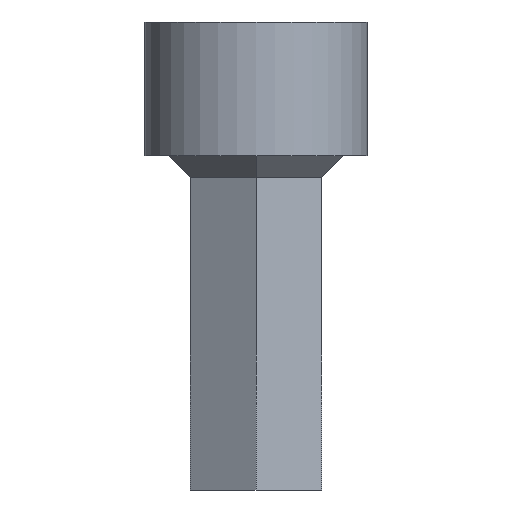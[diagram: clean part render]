
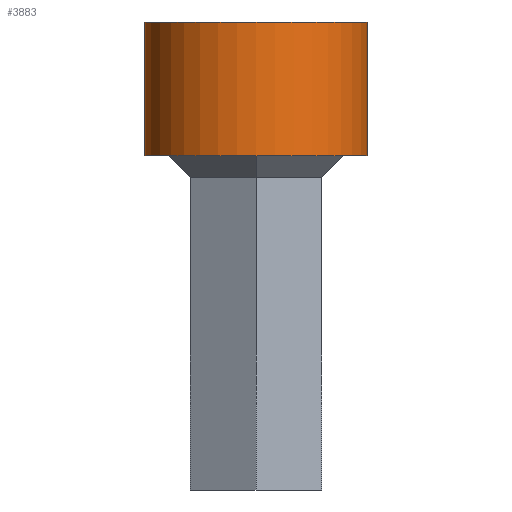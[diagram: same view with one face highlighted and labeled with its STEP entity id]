
A CAD part, front view. The second image highlights one B-rep face of the part: STEP entity #3883.
In plain terms, the highlighted cylindrical face has radius 5 mm (diameter 10 mm), a partial arc.
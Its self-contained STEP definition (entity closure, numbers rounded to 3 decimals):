
#85 = ORIENTED_EDGE ( 'NONE', *, *, #1772, .T. ) ;
#205 = AXIS2_PLACEMENT_3D ( 'NONE', #2500, #2883, #887 ) ;
#211 = VERTEX_POINT ( 'NONE', #3498 ) ;
#280 = CARTESIAN_POINT ( 'NONE',  ( 5., 0., 21. ) ) ;
#326 = ORIENTED_EDGE ( 'NONE', *, *, #1580, .F. ) ;
#333 = DIRECTION ( 'NONE',  ( 1., 0., 0. ) ) ;
#842 = AXIS2_PLACEMENT_3D ( 'NONE', #2381, #1060, #2358 ) ;
#887 = DIRECTION ( 'NONE',  ( 1., 0., 0. ) ) ;
#970 = LINE ( 'NONE', #1981, #2109 ) ;
#981 = CARTESIAN_POINT ( 'NONE',  ( -5., 0., 21. ) ) ;
#1020 = EDGE_CURVE ( 'NONE', #1140, #3941, #970, .T. ) ;
#1060 = DIRECTION ( 'NONE',  ( 0., 0., -1. ) ) ;
#1140 = VERTEX_POINT ( 'NONE', #981 ) ;
#1580 = EDGE_CURVE ( 'NONE', #1140, #4169, #3924, .T. ) ;
#1653 = DIRECTION ( 'NONE',  ( 0., 0., -1. ) ) ;
#1694 = AXIS2_PLACEMENT_3D ( 'NONE', #2648, #3674, #333 ) ;
#1772 = EDGE_CURVE ( 'NONE', #3941, #211, #2115, .T. ) ;
#1842 = ORIENTED_EDGE ( 'NONE', *, *, #3784, .F. ) ;
#1981 = CARTESIAN_POINT ( 'NONE',  ( -5., 0., 21. ) ) ;
#1991 = EDGE_LOOP ( 'NONE', ( #1842, #326, #2562, #85 ) ) ;
#2109 = VECTOR ( 'NONE', #2982, 1000. ) ;
#2115 = CIRCLE ( 'NONE', #205, 5. ) ;
#2358 = DIRECTION ( 'NONE',  ( -1., 0., 0. ) ) ;
#2381 = CARTESIAN_POINT ( 'NONE',  ( 0., 0., 21. ) ) ;
#2500 = CARTESIAN_POINT ( 'NONE',  ( 0., 0., 15. ) ) ;
#2562 = ORIENTED_EDGE ( 'NONE', *, *, #1020, .T. ) ;
#2648 = CARTESIAN_POINT ( 'NONE',  ( 0., 0., 21. ) ) ;
#2829 = CARTESIAN_POINT ( 'NONE',  ( -5., 0., 15. ) ) ;
#2883 = DIRECTION ( 'NONE',  ( 0., 0., 1. ) ) ;
#2982 = DIRECTION ( 'NONE',  ( 0., 0., -1. ) ) ;
#3049 = CYLINDRICAL_SURFACE ( 'NONE', #842, 5. ) ;
#3498 = CARTESIAN_POINT ( 'NONE',  ( 5., 0., 15. ) ) ;
#3674 = DIRECTION ( 'NONE',  ( 0., 0., 1. ) ) ;
#3784 = EDGE_CURVE ( 'NONE', #4169, #211, #4303, .T. ) ;
#3883 = ADVANCED_FACE ( 'NONE', ( #4100 ), #3049, .T. ) ;
#3919 = VECTOR ( 'NONE', #1653, 1000. ) ;
#3924 = CIRCLE ( 'NONE', #1694, 5. ) ;
#3941 = VERTEX_POINT ( 'NONE', #2829 ) ;
#4100 = FACE_OUTER_BOUND ( 'NONE', #1991, .T. ) ;
#4169 = VERTEX_POINT ( 'NONE', #4229 ) ;
#4229 = CARTESIAN_POINT ( 'NONE',  ( 5., 0., 21. ) ) ;
#4303 = LINE ( 'NONE', #280, #3919 ) ;
